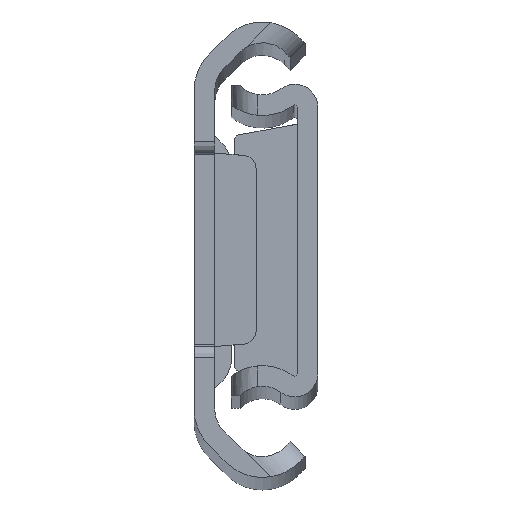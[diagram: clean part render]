
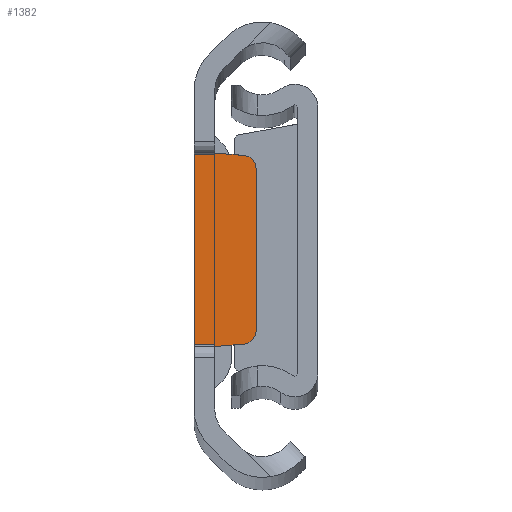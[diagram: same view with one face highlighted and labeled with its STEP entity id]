
A CAD part, top view. The second image highlights one B-rep face of the part: STEP entity #1382.
In plain terms, the highlighted planar face has unit normal (0, 0, 1).
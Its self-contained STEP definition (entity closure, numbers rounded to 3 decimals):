
#93 = LINE ( 'NONE', #865, #2331 ) ;
#104 = CARTESIAN_POINT ( 'NONE',  ( 4.8, 6.311, -2.2 ) ) ;
#114 = CARTESIAN_POINT ( 'NONE',  ( 4.8, -7.23, -2.2 ) ) ;
#213 = DIRECTION ( 'NONE',  ( 0., 1., 0. ) ) ;
#370 = ORIENTED_EDGE ( 'NONE', *, *, #1708, .T. ) ;
#487 = CARTESIAN_POINT ( 'NONE',  ( 8.601, 7.5, -2.2 ) ) ;
#626 = PLANE ( 'NONE',  #4324 ) ;
#644 = VERTEX_POINT ( 'NONE', #4768 ) ;
#753 = CIRCLE ( 'NONE', #3039, 1. ) ;
#781 = EDGE_LOOP ( 'NONE', ( #2891, #4243, #3100, #4687, #370, #1705, #3561, #4100 ) ) ;
#835 = CIRCLE ( 'NONE', #5308, 1. ) ;
#862 = VERTEX_POINT ( 'NONE', #3218 ) ;
#865 = CARTESIAN_POINT ( 'NONE',  ( 4.8, 7.23, -2.2 ) ) ;
#901 = VERTEX_POINT ( 'NONE', #4215 ) ;
#1048 = LINE ( 'NONE', #3926, #4969 ) ;
#1076 = LINE ( 'NONE', #114, #4605 ) ;
#1208 = DIRECTION ( 'NONE',  ( -1., 0., 0. ) ) ;
#1237 = EDGE_CURVE ( 'NONE', #2641, #5395, #4880, .T. ) ;
#1269 = VECTOR ( 'NONE', #2389, 1000. ) ;
#1382 = ADVANCED_FACE ( 'NONE', ( #5221 ), #626, .T. ) ;
#1463 = CARTESIAN_POINT ( 'NONE',  ( 3.884, 7.307, -2.2 ) ) ;
#1519 = DIRECTION ( 'NONE',  ( 0., 0., 1. ) ) ;
#1521 = DIRECTION ( 'NONE',  ( 0., 0., 1. ) ) ;
#1676 = DIRECTION ( 'NONE',  ( 0., 0., 1. ) ) ;
#1705 = ORIENTED_EDGE ( 'NONE', *, *, #5248, .T. ) ;
#1708 = EDGE_CURVE ( 'NONE', #2629, #2099, #1987, .T. ) ;
#1777 = CARTESIAN_POINT ( 'NONE',  ( 1.6, -7.5, -2.2 ) ) ;
#1808 = DIRECTION ( 'NONE',  ( 0.996, 0.084, 0. ) ) ;
#1987 = LINE ( 'NONE', #3242, #1269 ) ;
#2099 = VERTEX_POINT ( 'NONE', #2471 ) ;
#2316 = DIRECTION ( 'NONE',  ( 0., -1., 0. ) ) ;
#2331 = VECTOR ( 'NONE', #4289, 1000. ) ;
#2389 = DIRECTION ( 'NONE',  ( -0.996, 0.084, 0. ) ) ;
#2436 = VECTOR ( 'NONE', #2897, 1000. ) ;
#2471 = CARTESIAN_POINT ( 'NONE',  ( 1.6, 7.5, -2.2 ) ) ;
#2629 = VERTEX_POINT ( 'NONE', #1463 ) ;
#2641 = VERTEX_POINT ( 'NONE', #1777 ) ;
#2792 = CARTESIAN_POINT ( 'NONE',  ( 8.601, 7.5, -2.2 ) ) ;
#2891 = ORIENTED_EDGE ( 'NONE', *, *, #4476, .T. ) ;
#2897 = DIRECTION ( 'NONE',  ( -1., 0., 0. ) ) ;
#3039 = AXIS2_PLACEMENT_3D ( 'NONE', #4096, #1519, #4011 ) ;
#3100 = ORIENTED_EDGE ( 'NONE', *, *, #3873, .T. ) ;
#3110 = VECTOR ( 'NONE', #1208, 1000. ) ;
#3218 = CARTESIAN_POINT ( 'NONE',  ( 0., 7.5, -2.2 ) ) ;
#3242 = CARTESIAN_POINT ( 'NONE',  ( 1.6, 7.5, -2.2 ) ) ;
#3561 = ORIENTED_EDGE ( 'NONE', *, *, #4918, .F. ) ;
#3770 = EDGE_CURVE ( 'NONE', #5368, #2629, #835, .T. ) ;
#3771 = CARTESIAN_POINT ( 'NONE',  ( 3.8, 6.311, -2.2 ) ) ;
#3780 = LINE ( 'NONE', #487, #2436 ) ;
#3873 = EDGE_CURVE ( 'NONE', #644, #5368, #93, .T. ) ;
#3926 = CARTESIAN_POINT ( 'NONE',  ( 0., 7.5, -2.2 ) ) ;
#4011 = DIRECTION ( 'NONE',  ( 0., -1., 0. ) ) ;
#4096 = CARTESIAN_POINT ( 'NONE',  ( 3.8, -6.311, -2.2 ) ) ;
#4100 = ORIENTED_EDGE ( 'NONE', *, *, #1237, .F. ) ;
#4181 = DIRECTION ( 'NONE',  ( 0., -1., 0. ) ) ;
#4215 = CARTESIAN_POINT ( 'NONE',  ( 3.884, -7.307, -2.2 ) ) ;
#4243 = ORIENTED_EDGE ( 'NONE', *, *, #4561, .T. ) ;
#4289 = DIRECTION ( 'NONE',  ( 0., 1., 0. ) ) ;
#4324 = AXIS2_PLACEMENT_3D ( 'NONE', #2792, #1521, #2316 ) ;
#4476 = EDGE_CURVE ( 'NONE', #2641, #901, #1076, .T. ) ;
#4561 = EDGE_CURVE ( 'NONE', #901, #644, #753, .T. ) ;
#4605 = VECTOR ( 'NONE', #1808, 1000. ) ;
#4687 = ORIENTED_EDGE ( 'NONE', *, *, #3770, .T. ) ;
#4768 = CARTESIAN_POINT ( 'NONE',  ( 4.8, -6.311, -2.2 ) ) ;
#4880 = LINE ( 'NONE', #4907, #3110 ) ;
#4907 = CARTESIAN_POINT ( 'NONE',  ( 8.601, -7.5, -2.2 ) ) ;
#4918 = EDGE_CURVE ( 'NONE', #5395, #862, #1048, .T. ) ;
#4969 = VECTOR ( 'NONE', #213, 1000. ) ;
#5184 = CARTESIAN_POINT ( 'NONE',  ( 0., -7.5, -2.2 ) ) ;
#5221 = FACE_OUTER_BOUND ( 'NONE', #781, .T. ) ;
#5248 = EDGE_CURVE ( 'NONE', #2099, #862, #3780, .T. ) ;
#5308 = AXIS2_PLACEMENT_3D ( 'NONE', #3771, #1676, #4181 ) ;
#5368 = VERTEX_POINT ( 'NONE', #104 ) ;
#5395 = VERTEX_POINT ( 'NONE', #5184 ) ;
